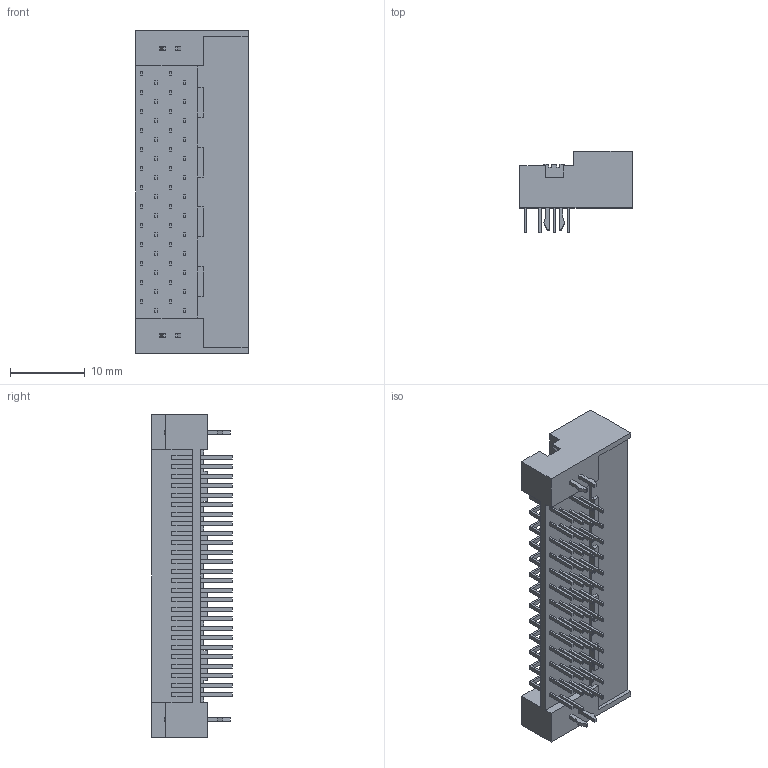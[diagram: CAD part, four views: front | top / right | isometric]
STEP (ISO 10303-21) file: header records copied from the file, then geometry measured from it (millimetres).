
FILE_DESCRIPTION(('OneSpaceDesigner STEP Export'),'2;1');
FILE_NAME('FX2-52P-1.27DSL.stp','2007-12-29T11:35:15',(''),(''),'OneSpace Designer STEP processor for AP214 (Solid Model)','OneSpace Modeling 15.00A 14-Mar-2007 (C) CoCreate Software GmbH','');
FILE_SCHEMA(('AUTOMOTIVE_DESIGN { 1 0 10303 214 1 1 1 1 }'));
Length unit declared in the file: millimetre
Products named in the file (2): FX2-52P-1.27DSL
Assembly tree (1 placements, depth 2):
  FX2-52P-1.27DSL
    FX2-52P-1.27DSL
Bounding box: 15 x 10.8 x 43.07 mm (x, y, z)
Volume: 1807.6 mm3; surface area: 3630.6 mm2
Topology: 1 solids, 1 shells, 699 faces, 1914 edges, 1276 vertices
Faces by surface type: plane 695, cylinder 4
Entity records: 21329 total; most frequent: ORIENTED_EDGE 3828, CARTESIAN_POINT 3767, DIRECTION 3088, EDGE_CURVE 1914, VECTOR 1894, LINE 1894, VERTEX_POINT 1276, EDGE_LOOP 862
